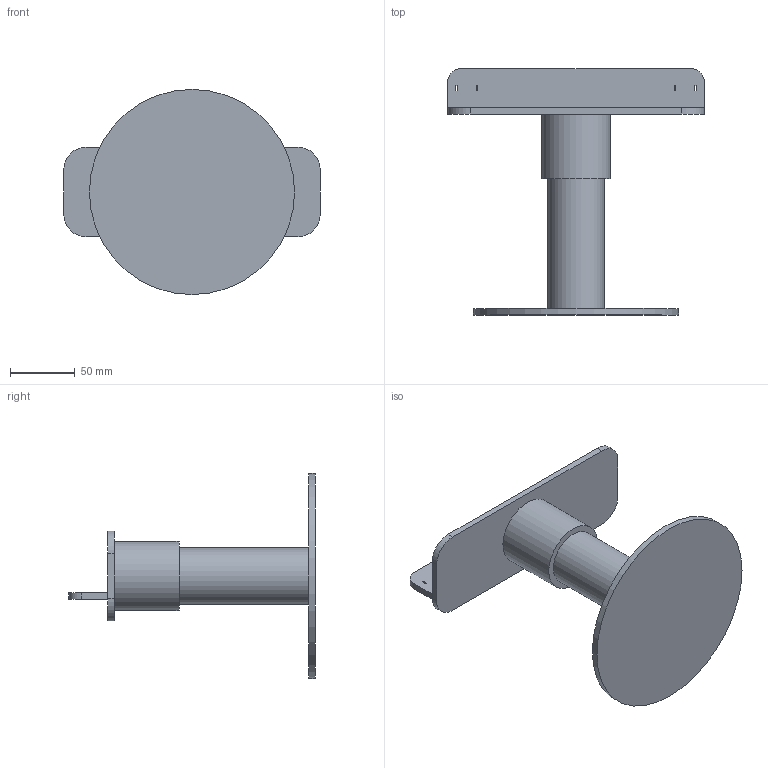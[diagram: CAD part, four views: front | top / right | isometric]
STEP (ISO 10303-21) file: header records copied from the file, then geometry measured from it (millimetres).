
FILE_DESCRIPTION(/* description */ (''),/* implementation_level */ '2;1');
FILE_NAME(/* name */ 'Beamforming_Antenna_Structure.step',/* time_stamp */ '2020-09-17T14:08:46+01:00',/* author */ (''),/* organization */ (''),/* preprocessor_version */ 'ST-DEVELOPER v18.1',/* originating_system */ 'Autodesk Translation Framework v9.3.0.1241',/* authorisation */ '');
FILE_SCHEMA (('AUTOMOTIVE_DESIGN { 1 0 10303 214 3 1 1 }'));
Length unit declared in the file: millimetre
Products named in the file (8): test bench; Lower_Half; Base; Mast; Upper_Half; Neck; Beam; Lip
Assembly tree (7 placements, depth 3):
  test bench
    Lower_Half
      Base
      Mast
    Upper_Half
      Neck
      Beam
      Lip
Bounding box: 197.73 x 190 x 158.18 mm (x, y, z)
Volume: 321563.7 mm3; surface area: 139140.6 mm2
Topology: 5 solids, 5 shells, 47 faces, 111 edges, 74 vertices
Faces by surface type: plane 35, cylinder 12
Full cylindrical faces by diameter (mm): 33.253 x1, 43.253 x2, 53.253 x1, 158.183 x1
Entity records: 1615 total; most frequent: DIRECTION 261, CARTESIAN_POINT 248, ORIENTED_EDGE 222, EDGE_CURVE 111, LINE 87, VECTOR 87, AXIS2_PLACEMENT_3D 87, VERTEX_POINT 74
